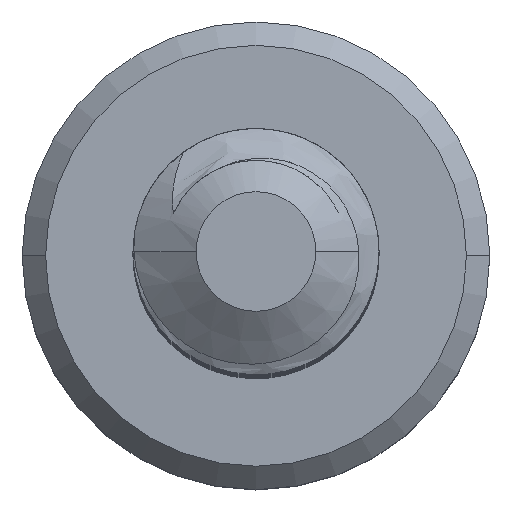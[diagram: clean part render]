
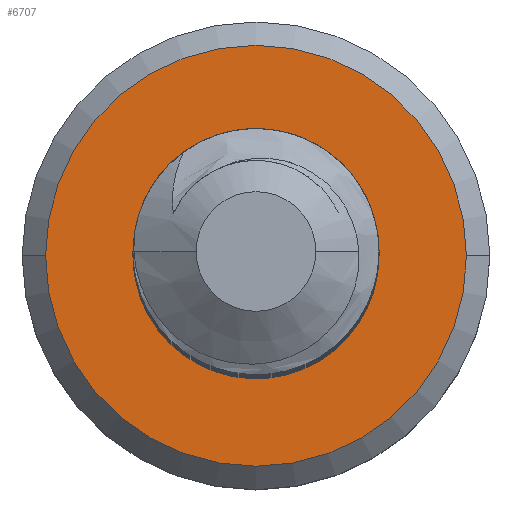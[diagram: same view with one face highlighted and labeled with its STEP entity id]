
A CAD part, top view. The second image highlights one B-rep face of the part: STEP entity #6707.
In plain terms, the highlighted planar face has unit normal (0, 0, 1).
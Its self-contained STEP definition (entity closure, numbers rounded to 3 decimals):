
#129 = AXIS2_PLACEMENT_3D ( 'NONE', #5341, #11932, #6297 ) ;
#333 = CARTESIAN_POINT ( 'NONE',  ( 0.758, -0.275, -20. ) ) ;
#754 = CARTESIAN_POINT ( 'NONE',  ( 1.71, 0., -20. ) ) ;
#808 = CARTESIAN_POINT ( 'NONE',  ( 0., 0., -20. ) ) ;
#1083 = CIRCLE ( 'NONE', #129, 1.71 ) ;
#1286 = CARTESIAN_POINT ( 'NONE',  ( 0.519, -0.528, -20. ) ) ;
#1676 = FACE_OUTER_BOUND ( 'NONE', #4724, .T. ) ;
#1718 = CARTESIAN_POINT ( 'NONE',  ( 0., 0., -20. ) ) ;
#2216 = CARTESIAN_POINT ( 'NONE',  ( 0.087, 0.991, -20. ) ) ;
#2420 = CARTESIAN_POINT ( 'NONE',  ( -0.349, -0.729, -20. ) ) ;
#2501 = CARTESIAN_POINT ( 'NONE',  ( -1.71, 0., -20. ) ) ;
#2536 = CARTESIAN_POINT ( 'NONE',  ( 0., -0.74, -20. ) ) ;
#2679 = DIRECTION ( 'NONE',  ( 1., 0., 0. ) ) ;
#2730 = PLANE ( 'NONE',  #4827 ) ;
#2838 = B_SPLINE_CURVE_WITH_KNOTS ( 'NONE', 3,
 ( #8884, #2216, #3186, #9815, #4149, #10753, #5102, #11689, #6062, #333, #7009, #1286 ),
 .UNSPECIFIED., .F., .F.,
 ( 4, 2, 2, 2, 2, 4 ),
 ( 0., 0., 0.001, 0.001, 0.002, 0.002 ),
 .UNSPECIFIED. ) ;
#3186 = CARTESIAN_POINT ( 'NONE',  ( 0.17, 0.971, -20. ) ) ;
#3303 = CARTESIAN_POINT ( 'NONE',  ( -0.701, 0.714, -20. ) ) ;
#3333 = EDGE_CURVE ( 'NONE', #5541, #6991, #2838, .T. ) ;
#3383 = CARTESIAN_POINT ( 'NONE',  ( -0.768, -0.419, -20. ) ) ;
#3525 = EDGE_CURVE ( 'NONE', #5541, #6528, #9178, .T. ) ;
#3714 = DIRECTION ( 'NONE',  ( -1., 0., 0. ) ) ;
#4061 = CARTESIAN_POINT ( 'NONE',  ( 0., 0., -20. ) ) ;
#4149 = CARTESIAN_POINT ( 'NONE',  ( 0.407, 0.865, -20. ) ) ;
#4360 = CARTESIAN_POINT ( 'NONE',  ( -0.936, 0.075, -20. ) ) ;
#4415 = DIRECTION ( 'NONE',  ( 0., 0., 1. ) ) ;
#4724 = EDGE_LOOP ( 'NONE', ( #11119, #10048 ) ) ;
#4827 = AXIS2_PLACEMENT_3D ( 'NONE', #808, #9383, #3714 ) ;
#5014 = DIRECTION ( 'NONE',  ( 1., 0., 0. ) ) ;
#5076 = VERTEX_POINT ( 'NONE', #754 ) ;
#5102 = CARTESIAN_POINT ( 'NONE',  ( 0.722, 0.563, -20. ) ) ;
#5143 = CARTESIAN_POINT ( 'NONE',  ( 0.519, -0.528, -20. ) ) ;
#5309 = CARTESIAN_POINT ( 'NONE',  ( -0.811, 0.578, -20. ) ) ;
#5341 = CARTESIAN_POINT ( 'NONE',  ( 0., 0., -20. ) ) ;
#5453 = CIRCLE ( 'NONE', #8243, 1.71 ) ;
#5468 = AXIS2_PLACEMENT_3D ( 'NONE', #1718, #8396, #2679 ) ;
#5507 = ORIENTED_EDGE ( 'NONE', *, *, #3333, .T. ) ;
#5541 = VERTEX_POINT ( 'NONE', #7317 ) ;
#6062 = CARTESIAN_POINT ( 'NONE',  ( 0.851, 0.061, -20. ) ) ;
#6175 = CIRCLE ( 'NONE', #5468, 0.74 ) ;
#6297 = DIRECTION ( 'NONE',  ( -1., 0., 0. ) ) ;
#6522 = B_SPLINE_CURVE_WITH_KNOTS ( 'NONE', 3,
 ( #11802, #9975, #2420, #9086, #3383, #10019, #4360, #10965, #5309, #11891 ),
 .UNSPECIFIED., .F., .F.,
 ( 4, 2, 2, 2, 4 ),
 ( 0., 0.001, 0.001, 0.002, 0.002 ),
 .UNSPECIFIED. ) ;
#6528 = VERTEX_POINT ( 'NONE', #3303 ) ;
#6580 = AXIS2_PLACEMENT_3D ( 'NONE', #4061, #10666, #5014 ) ;
#6707 = ADVANCED_FACE ( 'NONE', ( #1676, #6752 ), #2730, .F. ) ;
#6752 = FACE_BOUND ( 'NONE', #12113, .T. ) ;
#6991 = VERTEX_POINT ( 'NONE', #5143 ) ;
#7009 = CARTESIAN_POINT ( 'NONE',  ( 0.66, -0.426, -20. ) ) ;
#7190 = VERTEX_POINT ( 'NONE', #2536 ) ;
#7317 = CARTESIAN_POINT ( 'NONE',  ( 0., 1., -20. ) ) ;
#7512 = EDGE_CURVE ( 'NONE', #7190, #6528, #6522, .T. ) ;
#8243 = AXIS2_PLACEMENT_3D ( 'NONE', #10072, #4415, #11021 ) ;
#8396 = DIRECTION ( 'NONE',  ( 0., 0., -1. ) ) ;
#8884 = CARTESIAN_POINT ( 'NONE',  ( 0., 1., -20. ) ) ;
#9086 = CARTESIAN_POINT ( 'NONE',  ( -0.651, -0.555, -20. ) ) ;
#9178 = CIRCLE ( 'NONE', #6580, 1. ) ;
#9383 = DIRECTION ( 'NONE',  ( 0., 0., -1. ) ) ;
#9815 = CARTESIAN_POINT ( 'NONE',  ( 0.331, 0.908, -20. ) ) ;
#9975 = CARTESIAN_POINT ( 'NONE',  ( -0.173, -0.764, -20. ) ) ;
#10019 = CARTESIAN_POINT ( 'NONE',  ( -0.911, -0.103, -20. ) ) ;
#10048 = ORIENTED_EDGE ( 'NONE', *, *, #10998, .T. ) ;
#10072 = CARTESIAN_POINT ( 'NONE',  ( 0., 0., -20. ) ) ;
#10128 = ORIENTED_EDGE ( 'NONE', *, *, #11964, .T. ) ;
#10471 = EDGE_CURVE ( 'NONE', #11889, #5076, #1083, .T. ) ;
#10666 = DIRECTION ( 'NONE',  ( 0., 0., 1. ) ) ;
#10753 = CARTESIAN_POINT ( 'NONE',  ( 0.613, 0.708, -20. ) ) ;
#10954 = ORIENTED_EDGE ( 'NONE', *, *, #7512, .T. ) ;
#10965 = CARTESIAN_POINT ( 'NONE',  ( -0.886, 0.416, -20. ) ) ;
#10998 = EDGE_CURVE ( 'NONE', #5076, #11889, #5453, .T. ) ;
#11021 = DIRECTION ( 'NONE',  ( -1., 0., 0. ) ) ;
#11119 = ORIENTED_EDGE ( 'NONE', *, *, #10471, .T. ) ;
#11139 = ORIENTED_EDGE ( 'NONE', *, *, #3525, .F. ) ;
#11689 = CARTESIAN_POINT ( 'NONE',  ( 0.843, 0.241, -20. ) ) ;
#11802 = CARTESIAN_POINT ( 'NONE',  ( 0., -0.74, -20. ) ) ;
#11889 = VERTEX_POINT ( 'NONE', #2501 ) ;
#11891 = CARTESIAN_POINT ( 'NONE',  ( -0.701, 0.714, -20. ) ) ;
#11932 = DIRECTION ( 'NONE',  ( 0., 0., 1. ) ) ;
#11964 = EDGE_CURVE ( 'NONE', #6991, #7190, #6175, .T. ) ;
#12113 = EDGE_LOOP ( 'NONE', ( #11139, #5507, #10128, #10954 ) ) ;
